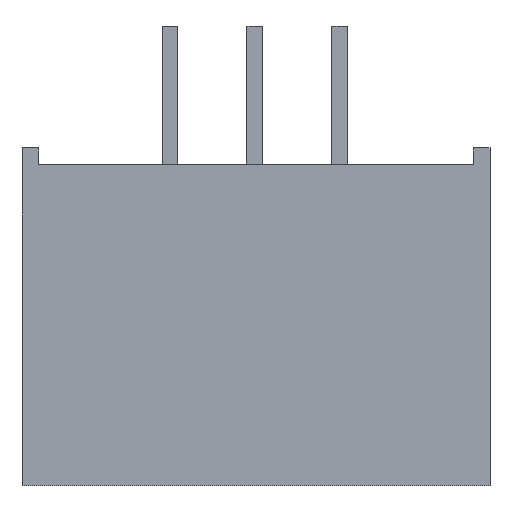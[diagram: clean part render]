
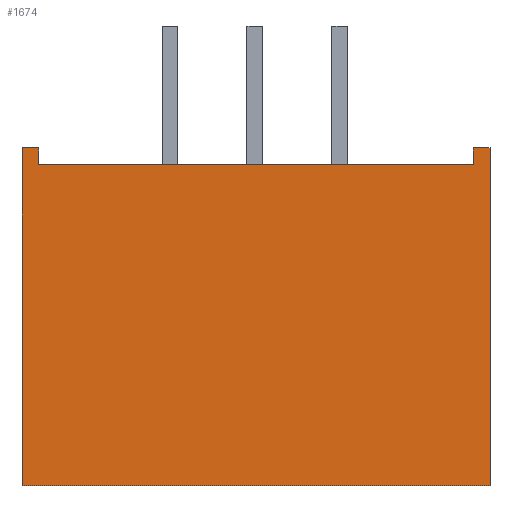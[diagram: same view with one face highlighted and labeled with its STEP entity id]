
A CAD part, top view. The second image highlights one B-rep face of the part: STEP entity #1674.
In plain terms, the highlighted planar face has unit normal (0, 0, 1).
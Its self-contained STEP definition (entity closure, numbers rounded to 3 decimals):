
#117 = CARTESIAN_POINT ( 'NONE',  ( -3.92, 0., 3.61 ) ) ;
#165 = LINE ( 'NONE', #2088, #3755 ) ;
#171 = VERTEX_POINT ( 'NONE', #117 ) ;
#231 = PLANE ( 'NONE',  #4446 ) ;
#303 = CARTESIAN_POINT ( 'NONE',  ( -4.42, -10.1, 3.61 ) ) ;
#435 = ORIENTED_EDGE ( 'NONE', *, *, #3412, .F. ) ;
#552 = VERTEX_POINT ( 'NONE', #3026 ) ;
#583 = ORIENTED_EDGE ( 'NONE', *, *, #2957, .T. ) ;
#617 = CARTESIAN_POINT ( 'NONE',  ( 9.08, 0., 3.61 ) ) ;
#625 = VERTEX_POINT ( 'NONE', #4365 ) ;
#721 = VERTEX_POINT ( 'NONE', #965 ) ;
#816 = CARTESIAN_POINT ( 'NONE',  ( 0., -0.5, 3.61 ) ) ;
#917 = EDGE_CURVE ( 'NONE', #625, #171, #1602, .T. ) ;
#918 = DIRECTION ( 'NONE',  ( 1., 0., 0. ) ) ;
#965 = CARTESIAN_POINT ( 'NONE',  ( 9.58, 0., 3.61 ) ) ;
#1003 = CARTESIAN_POINT ( 'NONE',  ( 9.08, -0.5, 3.61 ) ) ;
#1225 = LINE ( 'NONE', #1598, #3906 ) ;
#1306 = LINE ( 'NONE', #2422, #3161 ) ;
#1355 = CARTESIAN_POINT ( 'NONE',  ( 9.08, -0.5, 3.61 ) ) ;
#1431 = DIRECTION ( 'NONE',  ( 1., 0., 0. ) ) ;
#1598 = CARTESIAN_POINT ( 'NONE',  ( 9.58, -10.1, 3.61 ) ) ;
#1602 = LINE ( 'NONE', #3146, #1926 ) ;
#1674 = ADVANCED_FACE ( 'NONE', ( #2506 ), #231, .T. ) ;
#1777 = ORIENTED_EDGE ( 'NONE', *, *, #3148, .F. ) ;
#1926 = VECTOR ( 'NONE', #4409, 1000. ) ;
#2054 = DIRECTION ( 'NONE',  ( 1., 0., 0. ) ) ;
#2083 = ORIENTED_EDGE ( 'NONE', *, *, #3126, .F. ) ;
#2088 = CARTESIAN_POINT ( 'NONE',  ( -4.42, 0., 3.61 ) ) ;
#2126 = LINE ( 'NONE', #4510, #4905 ) ;
#2226 = VERTEX_POINT ( 'NONE', #617 ) ;
#2230 = EDGE_CURVE ( 'NONE', #2755, #552, #4101, .T. ) ;
#2251 = VECTOR ( 'NONE', #2589, 1000. ) ;
#2422 = CARTESIAN_POINT ( 'NONE',  ( -4.42, 0., 3.61 ) ) ;
#2456 = VECTOR ( 'NONE', #3131, 1000. ) ;
#2506 = FACE_OUTER_BOUND ( 'NONE', #3227, .T. ) ;
#2555 = DIRECTION ( 'NONE',  ( 0., 0., 1. ) ) ;
#2589 = DIRECTION ( 'NONE',  ( 0., 1., 0. ) ) ;
#2635 = ORIENTED_EDGE ( 'NONE', *, *, #3879, .F. ) ;
#2641 = VERTEX_POINT ( 'NONE', #1355 ) ;
#2755 = VERTEX_POINT ( 'NONE', #4887 ) ;
#2806 = CARTESIAN_POINT ( 'NONE',  ( 9.58, -10.1, 3.61 ) ) ;
#2877 = DIRECTION ( 'NONE',  ( 0., 1., 0. ) ) ;
#2957 = EDGE_CURVE ( 'NONE', #3429, #721, #1225, .T. ) ;
#2989 = ORIENTED_EDGE ( 'NONE', *, *, #2230, .F. ) ;
#3026 = CARTESIAN_POINT ( 'NONE',  ( -4.42, 0., 3.61 ) ) ;
#3126 = EDGE_CURVE ( 'NONE', #625, #2641, #4248, .T. ) ;
#3131 = DIRECTION ( 'NONE',  ( 1., 0., 0. ) ) ;
#3146 = CARTESIAN_POINT ( 'NONE',  ( -3.92, -0.5, 3.61 ) ) ;
#3148 = EDGE_CURVE ( 'NONE', #2226, #721, #165, .T. ) ;
#3161 = VECTOR ( 'NONE', #2054, 1000. ) ;
#3227 = EDGE_LOOP ( 'NONE', ( #4677, #435, #2989, #4177, #583, #1777, #2635, #2083 ) ) ;
#3373 = LINE ( 'NONE', #1003, #3713 ) ;
#3412 = EDGE_CURVE ( 'NONE', #552, #171, #1306, .T. ) ;
#3429 = VERTEX_POINT ( 'NONE', #2806 ) ;
#3642 = EDGE_CURVE ( 'NONE', #2755, #3429, #2126, .T. ) ;
#3713 = VECTOR ( 'NONE', #4833, 1000. ) ;
#3755 = VECTOR ( 'NONE', #918, 1000. ) ;
#3879 = EDGE_CURVE ( 'NONE', #2641, #2226, #3373, .T. ) ;
#3906 = VECTOR ( 'NONE', #2877, 1000. ) ;
#4101 = LINE ( 'NONE', #4448, #2251 ) ;
#4177 = ORIENTED_EDGE ( 'NONE', *, *, #3642, .T. ) ;
#4248 = LINE ( 'NONE', #816, #2456 ) ;
#4365 = CARTESIAN_POINT ( 'NONE',  ( -3.92, -0.5, 3.61 ) ) ;
#4409 = DIRECTION ( 'NONE',  ( 0., 1., 0. ) ) ;
#4438 = DIRECTION ( 'NONE',  ( 1., 0., 0. ) ) ;
#4446 = AXIS2_PLACEMENT_3D ( 'NONE', #303, #2555, #1431 ) ;
#4448 = CARTESIAN_POINT ( 'NONE',  ( -4.42, -10.1, 3.61 ) ) ;
#4510 = CARTESIAN_POINT ( 'NONE',  ( -4.42, -10.1, 3.61 ) ) ;
#4677 = ORIENTED_EDGE ( 'NONE', *, *, #917, .T. ) ;
#4833 = DIRECTION ( 'NONE',  ( 0., 1., 0. ) ) ;
#4887 = CARTESIAN_POINT ( 'NONE',  ( -4.42, -10.1, 3.61 ) ) ;
#4905 = VECTOR ( 'NONE', #4438, 1000. ) ;
